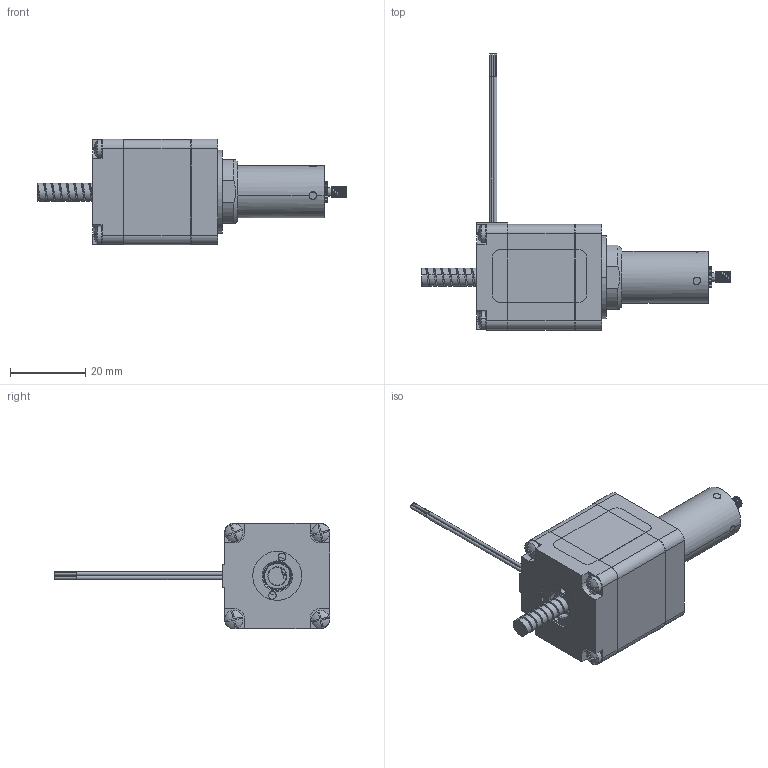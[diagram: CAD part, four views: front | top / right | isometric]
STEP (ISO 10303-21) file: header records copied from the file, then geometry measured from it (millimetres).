
FILE_DESCRIPTION (( 'STEP AP214' ), '1' );
FILE_NAME ('11K21-25.STEP', '2023-03-07T06:47:31', ( '' ), ( '' ), 'SwSTEP 2.0', 'SolidWorks 2022', '' );
FILE_SCHEMA (( 'AUTOMOTIVE_DESIGN' ));
Length unit declared in the file: millimetre
Products named in the file (29): 28单厚标签.STP; 12-015-1(11H2034前骨架改).STP; 01-161-3.STP; 06-007.STP; 12-053(PCB板).STP; 01-162-3.STP; 绝缘片.STP; 10-002(调整垫).STP; 20，28花键轴 - 副本.STP; 11K21-25.STP; 09-007-2（红白）.STP; 11-082.STP; 单叠厚转子总成.STP; 11K21-25; 02-145-2（28单厚级进模定子磨削）.STP; 04-060-注塑螺母.STP; 开口挡圈（内径3）.STP; 09-007-3（绿）.STP; 04-601-3.STP; 09-007-1（红）.STP; 02-149-1(11H2034 1A定子总成).STP; 12-054-1 2 3(后引出线骨架）.STP; 丝杆.STP; 15-001-027(11H2034).STP; 06-296.STP; 03-225-4(6.3转子磨削8）.STP; 07-002.STP; 07-009(687ZZ).STP; 04-004-2（00）.STP
Assembly tree (33 placements, depth 4):
  11K21-25
    11K21-25.STP
      02-149-1(11H2034 1A定子总成).STP
        02-145-2（28单厚级进模定子磨削）.STP
        12-015-1(11H2034前骨架改).STP
        12-053(PCB板).STP
        15-001-027(11H2034).STP
        09-007-1（红）.STP
        09-007-2（红白）.STP
        09-007-3（绿）.STP
        12-054-1 2 3(后引出线骨架）.STP
      单叠厚转子总成.STP
        03-225-4(6.3转子磨削8）.STP  x2
        04-004-2（00）.STP
        07-002.STP
        04-060-注塑螺母.STP
      07-009(687ZZ).STP  x2
      绝缘片.STP
      11-082.STP  x4
      06-296.STP
      20，28花键轴 - 副本.STP
      开口挡圈（内径3）.STP
      丝杆.STP
      04-601-3.STP
      01-161-3.STP
      01-162-3.STP
      06-007.STP
      10-002(调整垫).STP
      28单厚标签.STP
Bounding box: 81.98 x 73.28 x 28.1 mm (x, y, z)
Volume: 24264 mm3; surface area: 37867.7 mm2
Topology: 61 solids, 61 shells, 3070 faces, 8582 edges, 5684 vertices
Faces by surface type: cylinder 1584, plane 1385, bspline 48, cone 45, sphere 8
Entity records: 104482 total; most frequent: CARTESIAN_POINT 33434, DIRECTION 14803, ORIENTED_EDGE 14770, EDGE_CURVE 7385, AXIS2_PLACEMENT_3D 5208, VERTEX_POINT 4890, VECTOR 4387, LINE 4387
